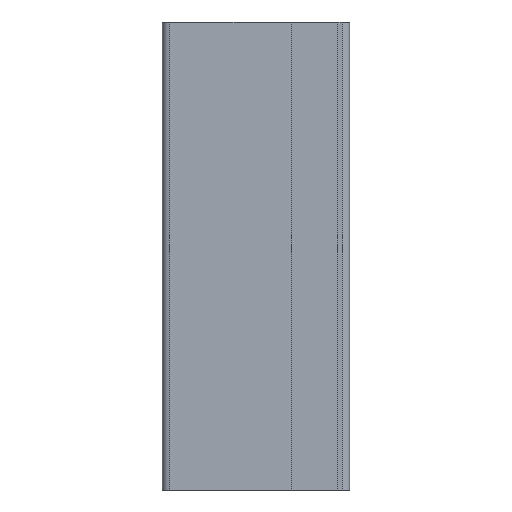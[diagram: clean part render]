
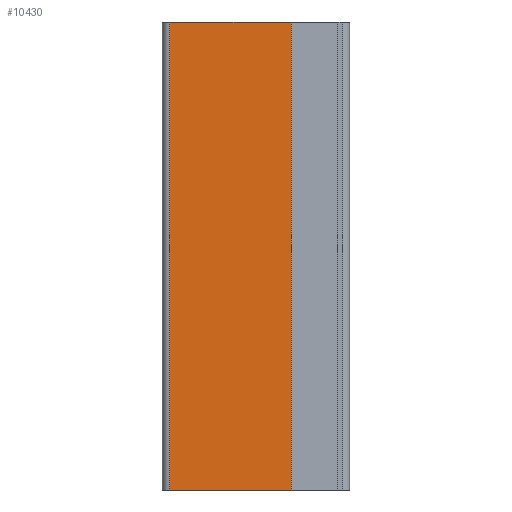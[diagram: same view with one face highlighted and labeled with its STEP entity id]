
A CAD part, front view. The second image highlights one B-rep face of the part: STEP entity #10430.
In plain terms, the highlighted face is planar.
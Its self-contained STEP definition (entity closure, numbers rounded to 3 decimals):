
#6400=CARTESIAN_POINT('',(-31.83,3.738,0.));
#6410=VERTEX_POINT('',#6400);
#6440=CARTESIAN_POINT('',(-31.83,0.,0.));
#6450=DIRECTION('',(0.,1.,0.));
#6460=VECTOR('',#6450,1.);
#6470=LINE('',#6440,#6460);
#6480=CARTESIAN_POINT('',(-31.83,-22.162,0.));
#6490=VERTEX_POINT('',#6480);
#6500=EDGE_CURVE('',#6490,#6410,#6470,.T.);
#9930=CARTESIAN_POINT('',(-31.83,3.738,
0.));
#9940=DIRECTION('',(0.,0.,1.));
#9950=VECTOR('',#9940,1.);
#9960=LINE('',#9930,#9950);
#9970=CARTESIAN_POINT('',(-31.83,3.738,100.));
#9980=VERTEX_POINT('',#9970);
#9990=EDGE_CURVE('',#6410,#9980,#9960,.T.);
#10200=CARTESIAN_POINT('',(-31.83,-19.662,100.));
#10210=DIRECTION('',(-1.,0.,0.));
#10220=DIRECTION('',(0.,1.,0.));
#10230=AXIS2_PLACEMENT_3D('',#10200,#10210,#10220);
#10240=PLANE('',#10230);
#10250=ORIENTED_EDGE('',*,*,#6500,.F.);
#10260=ORIENTED_EDGE('',*,*,#9990,.F.);
#10270=CARTESIAN_POINT('',(-31.83,0.,100.));
#10280=DIRECTION('',(0.,-1.,0.));
#10290=VECTOR('',#10280,1.);
#10300=LINE('',#10270,#10290);
#10310=CARTESIAN_POINT('',(-31.83,-22.162,100.));
#10320=VERTEX_POINT('',#10310);
#10330=EDGE_CURVE('',#9980,#10320,#10300,.T.);
#10340=ORIENTED_EDGE('',*,*,#10330,.F.);
#10350=CARTESIAN_POINT('',(-31.83,-22.162,0.));
#10360=DIRECTION('',(0.,0.,1.));
#10370=VECTOR('',#10360,1.);
#10380=LINE('',#10350,#10370);
#10390=EDGE_CURVE('',#6490,#10320,#10380,.T.);
#10400=ORIENTED_EDGE('',*,*,#10390,.T.);
#10410=EDGE_LOOP('',(#10400,#10340,#10260,#10250));
#10420=FACE_OUTER_BOUND('',#10410,.T.);
#10430=ADVANCED_FACE('',(#10420),#10240,.T.);
